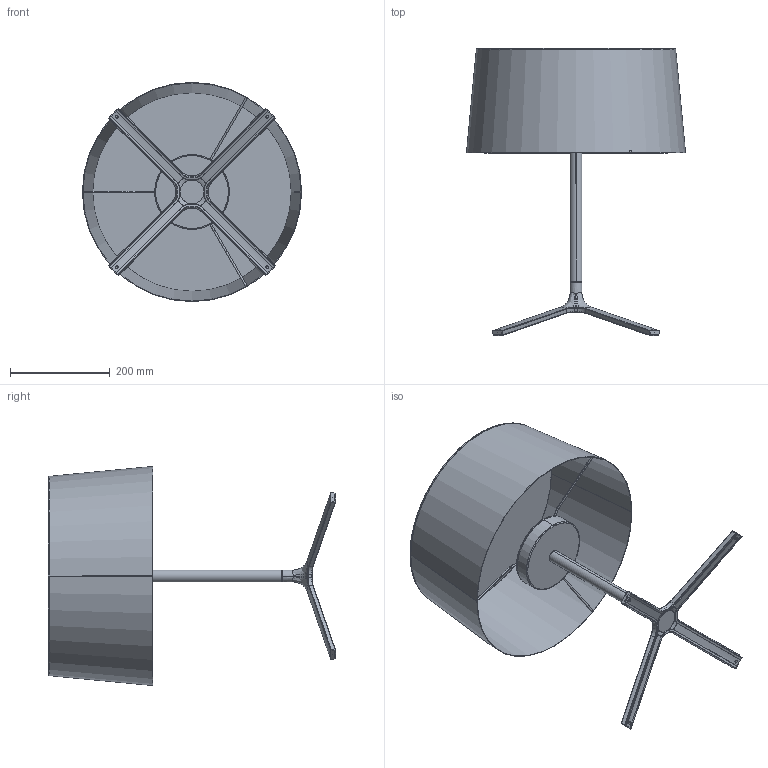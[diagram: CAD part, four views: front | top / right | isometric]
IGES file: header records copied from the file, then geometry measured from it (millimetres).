
Start section: SolidWorks IGES file using analytic representation for surfaces
Global section: file name: 10-1940.igs; native system: SolidWorks 2015; preprocessor: SolidWorks 2015; author: rpena; date: 160119.181739; units: millimetre
Bounding box: 440 x 577.28 x 440 mm (x, y, z)
Surface area: 1048961.3 mm2 (no closed solid volume)
Topology: 0 solids, 0 shells, 599 faces, 6003 edges, 6003 vertices
Faces by surface type: bspline 373, revolution 226
